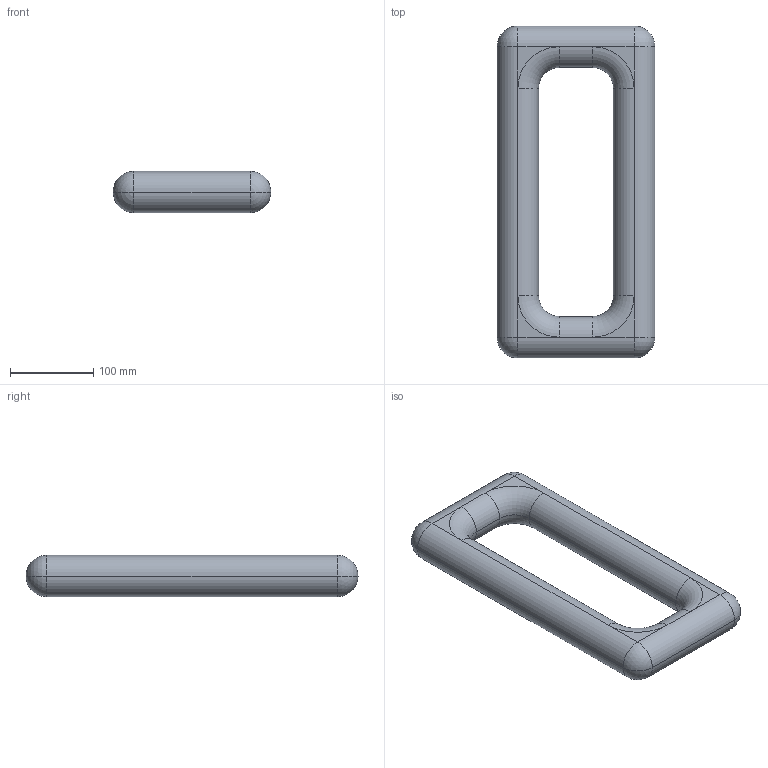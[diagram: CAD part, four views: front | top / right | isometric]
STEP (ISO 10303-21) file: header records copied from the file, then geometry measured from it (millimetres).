
FILE_DESCRIPTION (( 'STEP AP214' ), '1' );
FILE_NAME ('hook.STEP', '2019-04-17T21:38:12', ( '' ), ( '' ), 'SwSTEP 2.0', 'SolidWorks 2018', '' );
FILE_SCHEMA (( 'AUTOMOTIVE_DESIGN' ));
Length unit declared in the file: millimetre
Products named in the file (1): hook
Bounding box: 190 x 400 x 50 mm (x, y, z)
Volume: 1947252.5 mm3; surface area: 151488.2 mm2
Topology: 1 solids, 1 shells, 40 faces, 88 edges, 40 vertices
Faces by surface type: cylinder 16, plane 8, sphere 8, torus 8
Entity records: 1050 total; most frequent: DIRECTION 210, CARTESIAN_POINT 161, ORIENTED_EDGE 160, AXIS2_PLACEMENT_3D 89, EDGE_CURVE 80, CIRCLE 48, FACE_OUTER_BOUND 40, EDGE_LOOP 40
